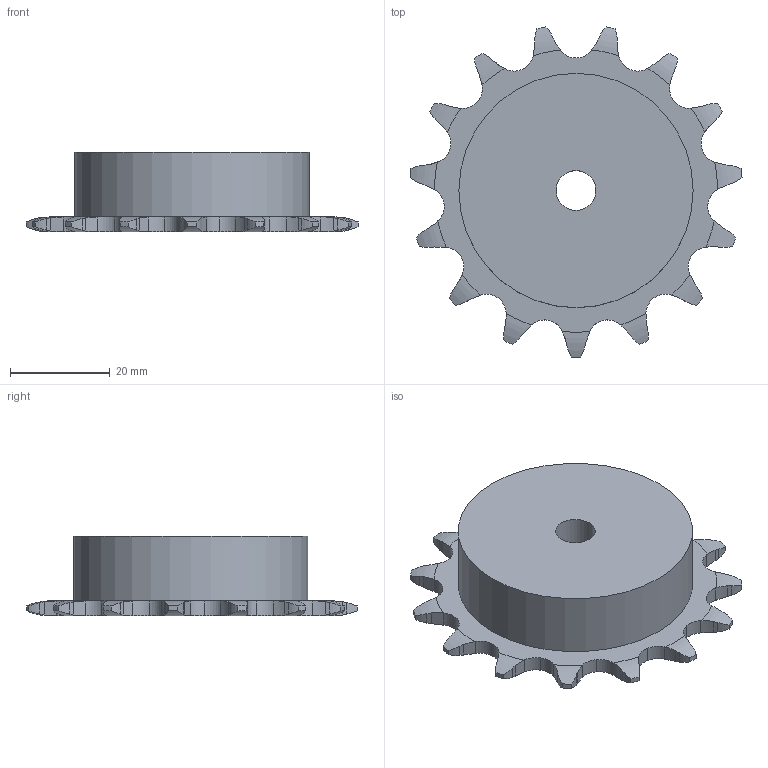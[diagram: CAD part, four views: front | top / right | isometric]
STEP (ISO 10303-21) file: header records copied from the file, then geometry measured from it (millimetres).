
FILE_DESCRIPTION(('FreeCAD Model'),'2;1');
FILE_NAME('Open CASCADE Shape Model','2021-04-18T15:53:53',('FreeCAD'),( 'FreeCAD'),'Open CASCADE STEP processor 7.4','FreeCAD','Unknown');
FILE_SCHEMA(('AUTOMOTIVE_DESIGN { 1 0 10303 214 1 1 1 1 }'));
Length unit declared in the file: millimetre
Products named in the file (1): Open CASCADE STEP translator 7.4 8
Bounding box: 66.6 x 66.25 x 16 mm (x, y, z)
Volume: 29705.1 mm3; surface area: 8376.6 mm2
Topology: 1 solids, 1 shells, 171 faces, 502 edges, 335 vertices
Faces by surface type: cylinder 107, plane 34, torus 30
Full cylindrical faces by diameter (mm): 8 x1, 47 x1
Entity records: 14742 total; most frequent: CARTESIAN_POINT 5943, DIRECTION 1344, ORIENTED_EDGE 1004, PCURVE 1004, DEFINITIONAL_REPRESENTATION 1004, LINE 681, VECTOR 681, B_SPLINE_CURVE_WITH_KNOTS 540
